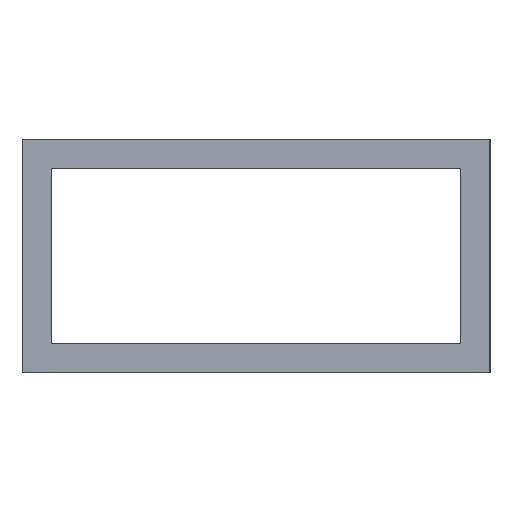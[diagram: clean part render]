
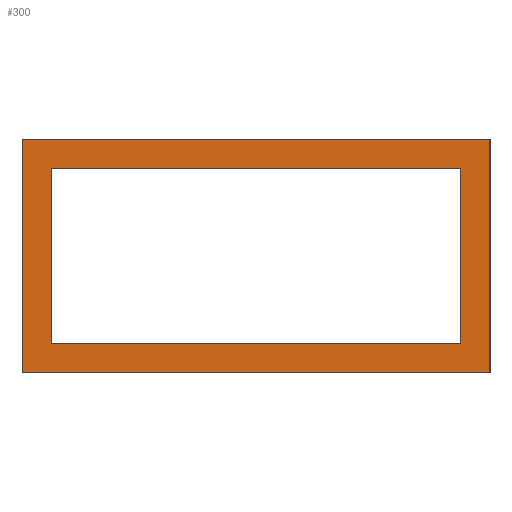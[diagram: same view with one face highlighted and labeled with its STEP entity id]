
A CAD part, left-side view. The second image highlights one B-rep face of the part: STEP entity #300.
In plain terms, the highlighted planar face has unit normal (-1, 0, 0).
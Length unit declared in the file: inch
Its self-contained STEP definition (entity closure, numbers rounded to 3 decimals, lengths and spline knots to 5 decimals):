
#3 = LINE ( 'NONE', #265, #128 ) ;
#18 = DIRECTION ( 'NONE',  ( 0., 1., 0. ) ) ;
#22 = LINE ( 'NONE', #340, #176 ) ;
#23 = EDGE_CURVE ( 'NONE', #317, #229, #22, .T. ) ;
#34 = CARTESIAN_POINT ( 'NONE',  ( -29.5, 0.875, 0.375 ) ) ;
#40 = ORIENTED_EDGE ( 'NONE', *, *, #167, .F. ) ;
#44 = LINE ( 'NONE', #313, #335 ) ;
#46 = CARTESIAN_POINT ( 'NONE',  ( -29.5, -0.875, -0.375 ) ) ;
#51 = CARTESIAN_POINT ( 'NONE',  ( -29.5, 0., 0. ) ) ;
#52 = EDGE_CURVE ( 'NONE', #232, #225, #44, .T. ) ;
#53 = LINE ( 'NONE', #163, #82 ) ;
#54 = DIRECTION ( 'NONE',  ( 1., 0., 0. ) ) ;
#66 = CARTESIAN_POINT ( 'NONE',  ( -29.5, 0., -0.375 ) ) ;
#73 = VERTEX_POINT ( 'NONE', #345 ) ;
#76 = VECTOR ( 'NONE', #252, 39.37008 ) ;
#77 = ORIENTED_EDGE ( 'NONE', *, *, #52, .T. ) ;
#80 = EDGE_LOOP ( 'NONE', ( #156, #253, #40, #347 ) ) ;
#82 = VECTOR ( 'NONE', #109, 39.37008 ) ;
#83 = DIRECTION ( 'NONE',  ( 0., -1., 0. ) ) ;
#86 = CARTESIAN_POINT ( 'NONE',  ( -29.5, 1., 0.5 ) ) ;
#97 = ORIENTED_EDGE ( 'NONE', *, *, #279, .T. ) ;
#100 = ORIENTED_EDGE ( 'NONE', *, *, #314, .T. ) ;
#106 = EDGE_LOOP ( 'NONE', ( #97, #100, #77, #197 ) ) ;
#109 = DIRECTION ( 'NONE',  ( 0., -1., 0. ) ) ;
#114 = CARTESIAN_POINT ( 'NONE',  ( -29.5, -0.875, 0.375 ) ) ;
#128 = VECTOR ( 'NONE', #157, 39.37008 ) ;
#131 = DIRECTION ( 'NONE',  ( 0., 0., 1. ) ) ;
#140 = CARTESIAN_POINT ( 'NONE',  ( -29.5, -1., -0.5 ) ) ;
#143 = LINE ( 'NONE', #198, #76 ) ;
#146 = EDGE_CURVE ( 'NONE', #153, #317, #242, .T. ) ;
#153 = VERTEX_POINT ( 'NONE', #211 ) ;
#156 = ORIENTED_EDGE ( 'NONE', *, *, #146, .F. ) ;
#157 = DIRECTION ( 'NONE',  ( 0., 0., 1. ) ) ;
#158 = LINE ( 'NONE', #264, #329 ) ;
#159 = FACE_BOUND ( 'NONE', #106, .T. ) ;
#163 = CARTESIAN_POINT ( 'NONE',  ( -29.5, -1., 0.5 ) ) ;
#167 = EDGE_CURVE ( 'NONE', #229, #256, #53, .T. ) ;
#176 = VECTOR ( 'NONE', #131, 39.37008 ) ;
#178 = EDGE_CURVE ( 'NONE', #256, #153, #158, .T. ) ;
#189 = DIRECTION ( 'NONE',  ( 0., 0., -1. ) ) ;
#197 = ORIENTED_EDGE ( 'NONE', *, *, #262, .T. ) ;
#198 = CARTESIAN_POINT ( 'NONE',  ( -29.5, -0.875, 0. ) ) ;
#204 = FACE_OUTER_BOUND ( 'NONE', #80, .T. ) ;
#207 = VECTOR ( 'NONE', #18, 39.37008 ) ;
#211 = CARTESIAN_POINT ( 'NONE',  ( -29.5, -1., -0.5 ) ) ;
#213 = VECTOR ( 'NONE', #247, 39.37008 ) ;
#224 = LINE ( 'NONE', #66, #207 ) ;
#225 = VERTEX_POINT ( 'NONE', #114 ) ;
#229 = VERTEX_POINT ( 'NONE', #86 ) ;
#232 = VERTEX_POINT ( 'NONE', #34 ) ;
#242 = LINE ( 'NONE', #140, #213 ) ;
#245 = CARTESIAN_POINT ( 'NONE',  ( -29.5, -1., 0.5 ) ) ;
#247 = DIRECTION ( 'NONE',  ( 0., 1., 0. ) ) ;
#252 = DIRECTION ( 'NONE',  ( 0., 0., -1. ) ) ;
#253 = ORIENTED_EDGE ( 'NONE', *, *, #178, .F. ) ;
#256 = VERTEX_POINT ( 'NONE', #245 ) ;
#262 = EDGE_CURVE ( 'NONE', #225, #303, #143, .T. ) ;
#264 = CARTESIAN_POINT ( 'NONE',  ( -29.5, -1., 0.5 ) ) ;
#265 = CARTESIAN_POINT ( 'NONE',  ( -29.5, 0.875, 0. ) ) ;
#276 = AXIS2_PLACEMENT_3D ( 'NONE', #51, #54, #312 ) ;
#279 = EDGE_CURVE ( 'NONE', #303, #73, #224, .T. ) ;
#288 = PLANE ( 'NONE',  #276 ) ;
#300 = ADVANCED_FACE ( 'NONE', ( #204, #159 ), #288, .F. ) ;
#303 = VERTEX_POINT ( 'NONE', #46 ) ;
#312 = DIRECTION ( 'NONE',  ( 0., 0., -1. ) ) ;
#313 = CARTESIAN_POINT ( 'NONE',  ( -29.5, 0., 0.375 ) ) ;
#314 = EDGE_CURVE ( 'NONE', #73, #232, #3, .T. ) ;
#317 = VERTEX_POINT ( 'NONE', #346 ) ;
#329 = VECTOR ( 'NONE', #189, 39.37008 ) ;
#335 = VECTOR ( 'NONE', #83, 39.37008 ) ;
#340 = CARTESIAN_POINT ( 'NONE',  ( -29.5, 1., 0.5 ) ) ;
#345 = CARTESIAN_POINT ( 'NONE',  ( -29.5, 0.875, -0.375 ) ) ;
#346 = CARTESIAN_POINT ( 'NONE',  ( -29.5, 1., -0.5 ) ) ;
#347 = ORIENTED_EDGE ( 'NONE', *, *, #23, .F. ) ;
